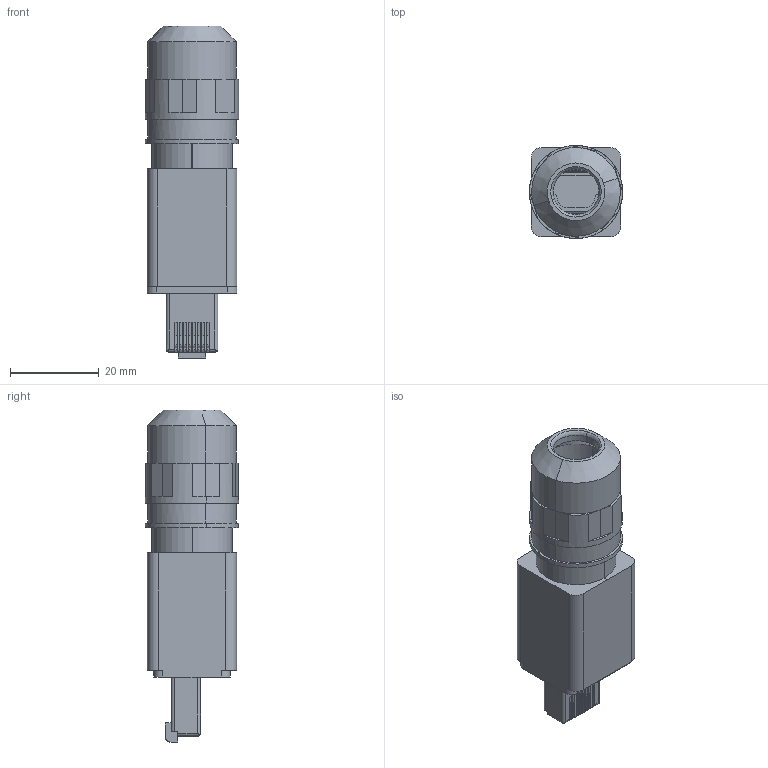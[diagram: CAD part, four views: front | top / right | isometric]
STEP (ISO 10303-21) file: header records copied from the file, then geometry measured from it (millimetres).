
FILE_DESCRIPTION(('CATIA V5 STEP Exchange','CAx-IF Rec.Pracs.--- Model Styling and Organization---1.5--- 2016-08-15','CAx-IF Rec.Pracs.---Supplemental Geometry---1.0---2011-11-01','CAx-IF Rec.Pracs.--- Composite Materials ---1.1---2010-07-15'),'2;1');
FILE_NAME ('028547-3_0', '2025-11-18T11:12:30+00:00', ('none'), ('Weidmueller'), 'CATIA Version 5-6 Release 2024 SP4', 'CATIA V5 STEP AP214 v3', 'none');
FILE_SCHEMA(('AUTOMOTIVE_DESIGN { 1 0 10303 214 1 1 1 1 }'));
Length unit declared in the file: millimetre
Products named in the file (1): 1963160000
Bounding box: 21 x 20.99 x 74.85 mm (x, y, z)
Volume: 15426.7 mm3; surface area: 11704.9 mm2
Topology: 1 solids, 3 shells, 450 faces, 1198 edges, 759 vertices
Faces by surface type: plane 245, cylinder 131, torus 50, cone 18, extrusion 6
Entity records: 14047 total; most frequent: CARTESIAN_POINT 3167, ORIENTED_EDGE 2396, DIRECTION 1856, EDGE_CURVE 1198, VERTEX_POINT 759, VECTOR 740, AXIS2_PLACEMENT_3D 737, LINE 734
